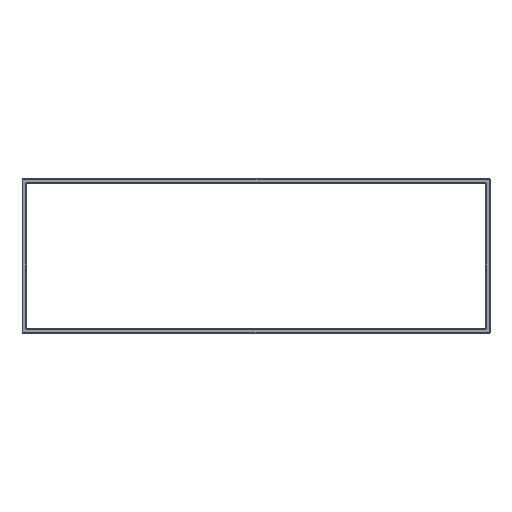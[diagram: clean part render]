
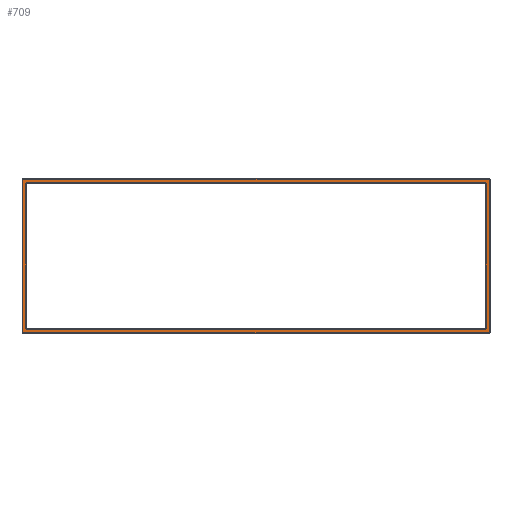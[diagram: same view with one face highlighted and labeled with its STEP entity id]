
A CAD part, top view. The second image highlights one B-rep face of the part: STEP entity #709.
In plain terms, the highlighted planar face has unit normal (0, 0, 1).
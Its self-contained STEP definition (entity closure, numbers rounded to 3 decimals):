
#46 = EDGE_CURVE ( 'NONE', #1692, #776, #897, .T. ) ;
#62 = CARTESIAN_POINT ( 'NONE',  ( 0.5, 0.5, 3. ) ) ;
#72 = VERTEX_POINT ( 'NONE', #1187 ) ;
#77 = DIRECTION ( 'NONE',  ( 0., 0., 1. ) ) ;
#83 = EDGE_CURVE ( 'NONE', #1954, #776, #536, .T. ) ;
#107 = EDGE_CURVE ( 'NONE', #117, #1946, #1101, .T. ) ;
#108 = VERTEX_POINT ( 'NONE', #1685 ) ;
#117 = VERTEX_POINT ( 'NONE', #1537 ) ;
#124 = VERTEX_POINT ( 'NONE', #1376 ) ;
#155 = DIRECTION ( 'NONE',  ( -1., 0., 0. ) ) ;
#220 = CARTESIAN_POINT ( 'NONE',  ( 3.5, 100.75, 3. ) ) ;
#221 = ORIENTED_EDGE ( 'NONE', *, *, #1841, .T. ) ;
#238 = DIRECTION ( 'NONE',  ( -1., 0., 0. ) ) ;
#286 = LINE ( 'NONE', #1815, #1386 ) ;
#298 = CARTESIAN_POINT ( 'NONE',  ( 2.5, 99.75, 3. ) ) ;
#334 = CARTESIAN_POINT ( 'NONE',  ( 310.15, 3.5, 3. ) ) ;
#336 = ORIENTED_EDGE ( 'NONE', *, *, #1619, .F. ) ;
#368 = DIRECTION ( 'NONE',  ( 0., 0., -1. ) ) ;
#389 = ORIENTED_EDGE ( 'NONE', *, *, #1191, .T. ) ;
#393 = VECTOR ( 'NONE', #1932, 1000. ) ;
#395 = DIRECTION ( 'NONE',  ( 0., 0., 1. ) ) ;
#428 = CARTESIAN_POINT ( 'NONE',  ( 310.15, 3., 3. ) ) ;
#433 = EDGE_LOOP ( 'NONE', ( #773, #389, #336, #1095, #1380, #1677, #1516, #221 ) ) ;
#458 = LINE ( 'NONE', #929, #817 ) ;
#477 = ORIENTED_EDGE ( 'NONE', *, *, #1331, .T. ) ;
#505 = EDGE_LOOP ( 'NONE', ( #477, #1510, #1170, #949 ) ) ;
#521 = CARTESIAN_POINT ( 'NONE',  ( 0., 0., 3. ) ) ;
#528 = CARTESIAN_POINT ( 'NONE',  ( 3.5, 3.5, 3. ) ) ;
#536 = CIRCLE ( 'NONE', #933, 1. ) ;
#551 = FACE_OUTER_BOUND ( 'NONE', #505, .T. ) ;
#558 = VERTEX_POINT ( 'NONE', #334 ) ;
#561 = EDGE_CURVE ( 'NONE', #1781, #108, #1945, .T. ) ;
#579 = CARTESIAN_POINT ( 'NONE',  ( 0., 0.5, 3. ) ) ;
#594 = CIRCLE ( 'NONE', #1705, 1. ) ;
#709 = ADVANCED_FACE ( 'NONE', ( #853, #551 ), #1167, .F. ) ;
#714 = DIRECTION ( 'NONE',  ( 0., 0., 1. ) ) ;
#718 = AXIS2_PLACEMENT_3D ( 'NONE', #838, #77, #998 ) ;
#760 = CARTESIAN_POINT ( 'NONE',  ( 0., 102.75, 3. ) ) ;
#772 = CARTESIAN_POINT ( 'NONE',  ( 3., 2.5, 3. ) ) ;
#773 = ORIENTED_EDGE ( 'NONE', *, *, #561, .F. ) ;
#776 = VERTEX_POINT ( 'NONE', #298 ) ;
#777 = VECTOR ( 'NONE', #1115, 1000. ) ;
#778 = DIRECTION ( 'NONE',  ( 1., 0., 0. ) ) ;
#786 = DIRECTION ( 'NONE',  ( 0., 0., 1. ) ) ;
#788 = LINE ( 'NONE', #1533, #1270 ) ;
#817 = VECTOR ( 'NONE', #1696, 1000. ) ;
#838 = CARTESIAN_POINT ( 'NONE',  ( 309.15, 3.5, 3. ) ) ;
#853 = FACE_BOUND ( 'NONE', #433, .T. ) ;
#860 = CARTESIAN_POINT ( 'NONE',  ( 3.5, 99.75, 3. ) ) ;
#897 = LINE ( 'NONE', #1488, #1803 ) ;
#898 = DIRECTION ( 'NONE',  ( 0., -1., 0. ) ) ;
#929 = CARTESIAN_POINT ( 'NONE',  ( 312.15, 0., 3. ) ) ;
#933 = AXIS2_PLACEMENT_3D ( 'NONE', #860, #714, #1635 ) ;
#949 = ORIENTED_EDGE ( 'NONE', *, *, #1630, .T. ) ;
#953 = EDGE_CURVE ( 'NONE', #72, #1973, #1698, .T. ) ;
#998 = DIRECTION ( 'NONE',  ( -1., 0., 0. ) ) ;
#1030 = VECTOR ( 'NONE', #155, 1000. ) ;
#1057 = CARTESIAN_POINT ( 'NONE',  ( 310.15, 99.75, 3. ) ) ;
#1085 = DIRECTION ( 'NONE',  ( -1., 0., 0. ) ) ;
#1095 = ORIENTED_EDGE ( 'NONE', *, *, #953, .T. ) ;
#1101 = LINE ( 'NONE', #760, #1030 ) ;
#1106 = CARTESIAN_POINT ( 'NONE',  ( 309.15, 99.75, 3. ) ) ;
#1115 = DIRECTION ( 'NONE',  ( -1., 0., 0. ) ) ;
#1139 = EDGE_CURVE ( 'NONE', #1692, #1973, #594, .T. ) ;
#1167 = PLANE ( 'NONE',  #1962 ) ;
#1170 = ORIENTED_EDGE ( 'NONE', *, *, #1308, .T. ) ;
#1186 = LINE ( 'NONE', #579, #1825 ) ;
#1187 = CARTESIAN_POINT ( 'NONE',  ( 309.15, 2.5, 3. ) ) ;
#1188 = LINE ( 'NONE', #428, #393 ) ;
#1191 = EDGE_CURVE ( 'NONE', #1781, #558, #1188, .T. ) ;
#1203 = CIRCLE ( 'NONE', #718, 1. ) ;
#1270 = VECTOR ( 'NONE', #778, 1000. ) ;
#1276 = DIRECTION ( 'NONE',  ( -1., 0., 0. ) ) ;
#1279 = CARTESIAN_POINT ( 'NONE',  ( 3.5, 2.5, 3. ) ) ;
#1308 = EDGE_CURVE ( 'NONE', #1946, #1915, #286, .T. ) ;
#1331 = EDGE_CURVE ( 'NONE', #124, #117, #458, .T. ) ;
#1346 = AXIS2_PLACEMENT_3D ( 'NONE', #1106, #786, #1085 ) ;
#1376 = CARTESIAN_POINT ( 'NONE',  ( 312.15, 0.5, 3. ) ) ;
#1380 = ORIENTED_EDGE ( 'NONE', *, *, #1139, .F. ) ;
#1386 = VECTOR ( 'NONE', #898, 1000. ) ;
#1488 = CARTESIAN_POINT ( 'NONE',  ( 2.5, 100.25, 3. ) ) ;
#1505 = DIRECTION ( 'NONE',  ( 0., 1., 0. ) ) ;
#1510 = ORIENTED_EDGE ( 'NONE', *, *, #107, .T. ) ;
#1516 = ORIENTED_EDGE ( 'NONE', *, *, #83, .F. ) ;
#1533 = CARTESIAN_POINT ( 'NONE',  ( 309.65, 100.75, 3. ) ) ;
#1537 = CARTESIAN_POINT ( 'NONE',  ( 312.15, 102.75, 3. ) ) ;
#1613 = DIRECTION ( 'NONE',  ( 1., 0., 0. ) ) ;
#1619 = EDGE_CURVE ( 'NONE', #72, #558, #1203, .T. ) ;
#1630 = EDGE_CURVE ( 'NONE', #1915, #124, #1186, .T. ) ;
#1633 = CARTESIAN_POINT ( 'NONE',  ( 2.5, 3.5, 3. ) ) ;
#1635 = DIRECTION ( 'NONE',  ( -1., 0., 0. ) ) ;
#1677 = ORIENTED_EDGE ( 'NONE', *, *, #46, .T. ) ;
#1685 = CARTESIAN_POINT ( 'NONE',  ( 309.15, 100.75, 3. ) ) ;
#1692 = VERTEX_POINT ( 'NONE', #1633 ) ;
#1696 = DIRECTION ( 'NONE',  ( 0., 1., 0. ) ) ;
#1698 = LINE ( 'NONE', #772, #777 ) ;
#1705 = AXIS2_PLACEMENT_3D ( 'NONE', #528, #395, #1276 ) ;
#1723 = CARTESIAN_POINT ( 'NONE',  ( 0.5, 102.75, 3. ) ) ;
#1781 = VERTEX_POINT ( 'NONE', #1057 ) ;
#1803 = VECTOR ( 'NONE', #1505, 1000. ) ;
#1815 = CARTESIAN_POINT ( 'NONE',  ( 0.5, 0., 3. ) ) ;
#1825 = VECTOR ( 'NONE', #1613, 1000. ) ;
#1841 = EDGE_CURVE ( 'NONE', #1954, #108, #788, .T. ) ;
#1915 = VERTEX_POINT ( 'NONE', #62 ) ;
#1932 = DIRECTION ( 'NONE',  ( 0., -1., 0. ) ) ;
#1945 = CIRCLE ( 'NONE', #1346, 1. ) ;
#1946 = VERTEX_POINT ( 'NONE', #1723 ) ;
#1954 = VERTEX_POINT ( 'NONE', #220 ) ;
#1962 = AXIS2_PLACEMENT_3D ( 'NONE', #521, #368, #238 ) ;
#1973 = VERTEX_POINT ( 'NONE', #1279 ) ;
